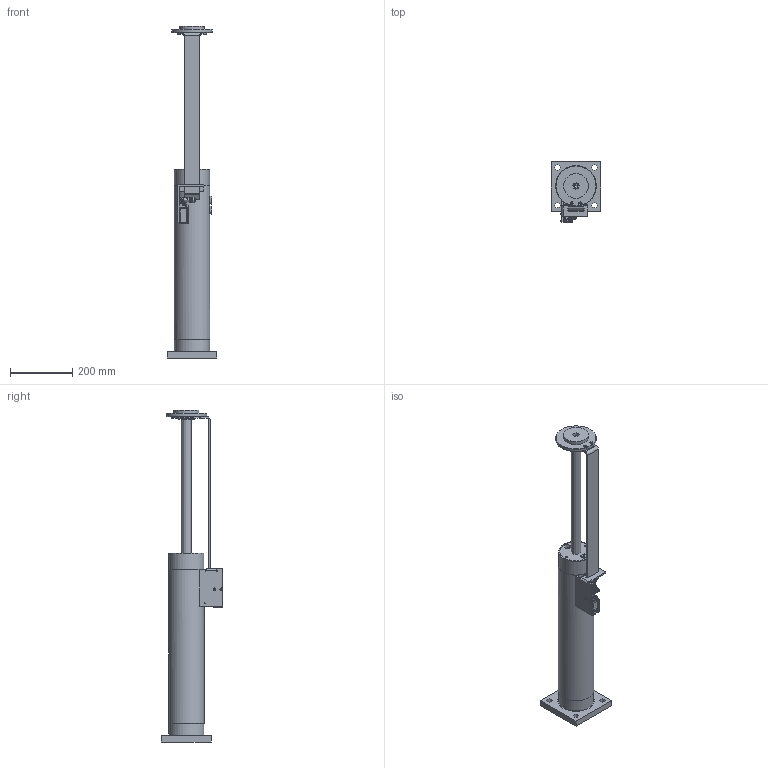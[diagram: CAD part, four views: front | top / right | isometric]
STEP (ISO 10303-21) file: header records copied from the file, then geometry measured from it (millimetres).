
FILE_DESCRIPTION(/* description */ (''),/* implementation_level */ '2;1');
FILE_NAME(/* name */ '240430 - LP40-430 - Kunde.stp',/* time_stamp */ '2017-07-06T10:56:26+02:00',/* author */ ('Baecker'),/* organization */ (''),/* preprocessor_version */ 'ST-DEVELOPER v15.2',/* originating_system */ 'Autodesk Inventor 2014',/* authorisation */ '');
FILE_SCHEMA (('CONFIG_CONTROL_DESIGN'));
Products named in the file (1): 240430 - LP40-430 - Kunde
Bounding box: 160 x 196.15 x 1065 mm (x, y, z)
Volume: 7183011.6 mm3; surface area: 481218.2 mm2
Topology: 2 solids, 3 shells, 2781 faces, 7712 edges, 4989 vertices
Faces by surface type: plane 1634, cylinder 640, bspline 314, cone 125, torus 50, sphere 18
Full cylindrical faces by diameter (mm): 1.7 x1, 2.15 x2, 2.5 x2, 2.97 x1, 3.2 x1, 3.5 x1, 3.95 x2, 4 x7, 4.1 x1, 4.3 x2, 4.5 x4, 4.95 x1, 5.05 x1, 6 x4, 6.6 x1, 7 x2, 8 x2, 8.3 x2, 8.5 x1, 9 x2, 9.3 x1, 9.7 x1, 10 x5, 10.2 x1, 11 x3, 11.05 x1, 11.2 x1, 13 x2, 14 x2, 15 x2
Entity records: 100114 total; most frequent: CARTESIAN_POINT 28660, ORIENTED_EDGE 14956, DIRECTION 13281, EDGE_CURVE 7476, VERTEX_POINT 4926, LINE 4523, VECTOR 4523, AXIS2_PLACEMENT_3D 4379
